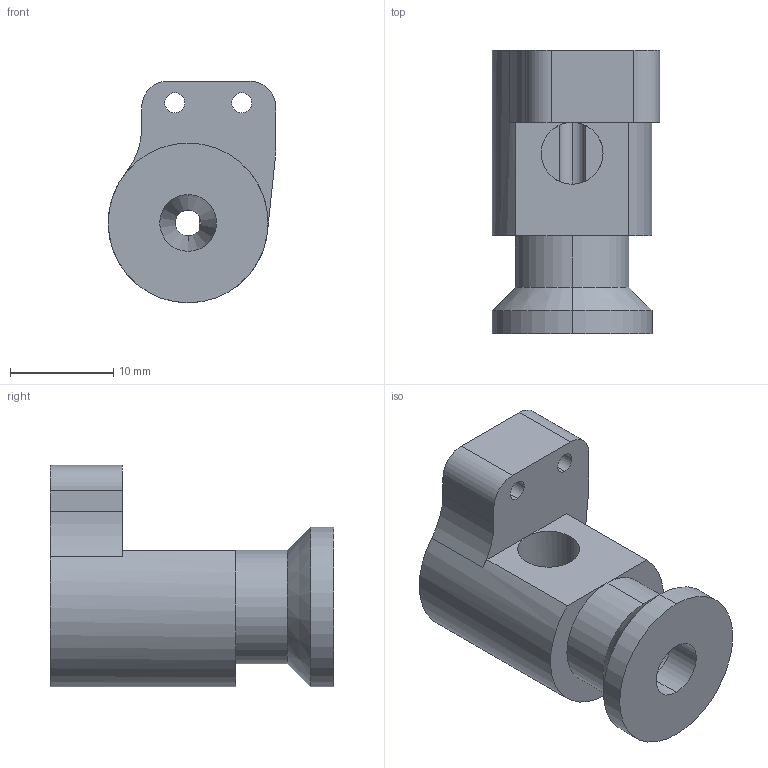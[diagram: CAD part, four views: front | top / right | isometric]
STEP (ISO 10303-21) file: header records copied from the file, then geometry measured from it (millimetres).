
FILE_DESCRIPTION (( 'STEP AP214' ), '1' );
FILE_NAME ('癹弇.STEP', '2024-12-20T11:56:02', ( '' ), ( '' ), 'SwSTEP 2.0', 'SolidWorks 2023', '' );
FILE_SCHEMA (( 'AUTOMOTIVE_DESIGN' ));
Length unit declared in the file: millimetre
Products named in the file (1): 限位
Bounding box: 16.25 x 27.5 x 21.5 mm (x, y, z)
Volume: 4331.3 mm3; surface area: 2619.5 mm2
Topology: 1 solids, 1 shells, 64 faces, 172 edges, 108 vertices
Faces by surface type: cylinder 31, plane 25, cone 4, bspline 4
Entity records: 3077 total; most frequent: CARTESIAN_POINT 1518, ORIENTED_EDGE 344, DIRECTION 305, EDGE_CURVE 172, AXIS2_PLACEMENT_3D 113, VERTEX_POINT 108, LINE 79, VECTOR 79
